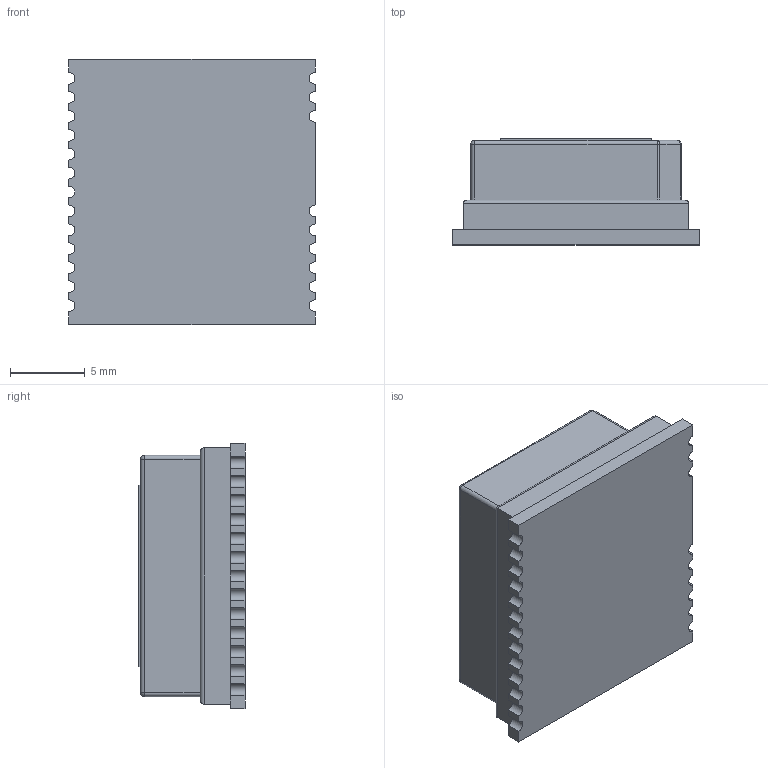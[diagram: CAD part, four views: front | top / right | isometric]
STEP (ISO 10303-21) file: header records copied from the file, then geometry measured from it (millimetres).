
FILE_DESCRIPTION (( 'STEP AP214' ), '1' );
FILE_NAME ('GPS-A2235-H.STEP', '2015-04-02T12:09:15', ( '' ), ( '' ), 'SwSTEP 2.0', 'SolidWorks 2014', '' );
FILE_SCHEMA (( 'AUTOMOTIVE_DESIGN' ));
Length unit declared in the file: millimetre
Products named in the file (1): GPS-A2235-H
Bounding box: 16.51 x 7.11 x 17.78 mm (x, y, z)
Volume: 1727.5 mm3; surface area: 1013.7 mm2
Topology: 1 solids, 1 shells, 220 faces, 598 edges, 389 vertices
Faces by surface type: plane 113, bspline 66, cylinder 36, sphere 5
Entity records: 12699 total; most frequent: CARTESIAN_POINT 5441, ORIENTED_EDGE 1186, DIRECTION 831, EDGE_CURVE 593, VECTOR 393, LINE 393, VERTEX_POINT 389, EDGE_LOOP 234
